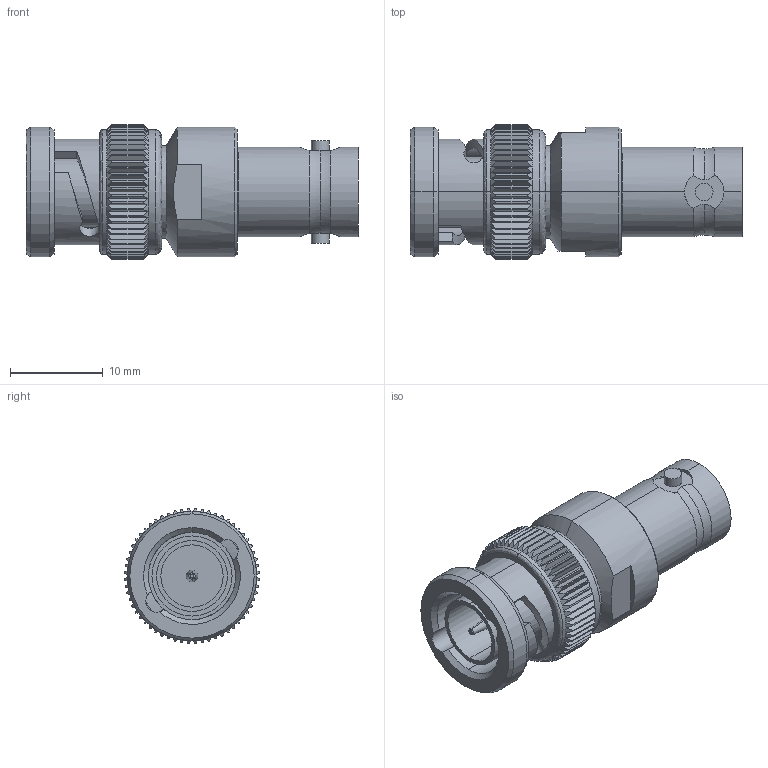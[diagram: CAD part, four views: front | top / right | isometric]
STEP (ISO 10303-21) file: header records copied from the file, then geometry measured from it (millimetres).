
FILE_DESCRIPTION (( 'STEP AP203' ), '1' );
FILE_NAME ('PE6TR001.step', '2018-05-24T19:19:51', ( '' ), ( '' ), 'SwSTEP 2.0', 'SolidWorks 2017', '' );
FILE_SCHEMA (( 'CONFIG_CONTROL_DESIGN' ));
Length unit declared in the file: inch
Products named in the file (1): PE6TR001
Bounding box: 35.74 x 14.46 x 14.46 mm (x, y, z)
Volume: 2950.2 mm3; surface area: 3029.5 mm2
Topology: 1 solids, 2 shells, 432 faces, 985 edges, 567 vertices
Faces by surface type: plane 164, cone 139, cylinder 109, bspline 12, torus 8
Entity records: 13469 total; most frequent: CARTESIAN_POINT 4111, ORIENTED_EDGE 1970, DIRECTION 1914, EDGE_CURVE 985, AXIS2_PLACEMENT_3D 808, VERTEX_POINT 567, EDGE_LOOP 446, FACE_OUTER_BOUND 432
